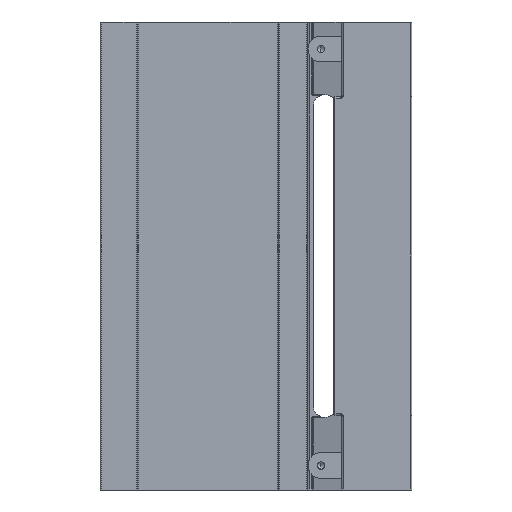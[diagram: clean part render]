
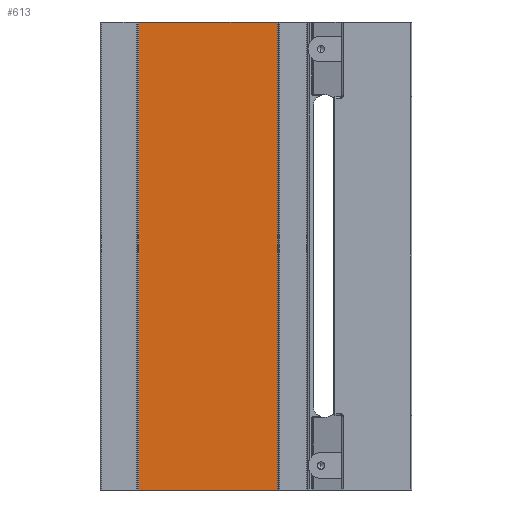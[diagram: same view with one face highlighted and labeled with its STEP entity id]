
A CAD part, front view. The second image highlights one B-rep face of the part: STEP entity #613.
In plain terms, the highlighted planar face has unit normal (0, -1, 0).
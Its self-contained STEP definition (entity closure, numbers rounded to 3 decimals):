
#91 = VECTOR ( 'NONE', #602, 1000. ) ;
#110 = VECTOR ( 'NONE', #1505, 1000. ) ;
#147 = AXIS2_PLACEMENT_3D ( 'NONE', #205, #1528, #843 ) ;
#205 = CARTESIAN_POINT ( 'NONE',  ( 0., 5.9, 100. ) ) ;
#373 = VECTOR ( 'NONE', #798, 1000. ) ;
#416 = DIRECTION ( 'NONE',  ( 1., 0., 0. ) ) ;
#465 = CARTESIAN_POINT ( 'NONE',  ( 29.85, 5.9, 0. ) ) ;
#500 = LINE ( 'NONE', #2827, #110 ) ;
#561 = ORIENTED_EDGE ( 'NONE', *, *, #3798, .F. ) ;
#602 = DIRECTION ( 'NONE',  ( 0., 0., -1. ) ) ;
#613 = ADVANCED_FACE ( 'NONE', ( #1063 ), #737, .F. ) ;
#737 = PLANE ( 'NONE',  #147 ) ;
#748 = ORIENTED_EDGE ( 'NONE', *, *, #1329, .T. ) ;
#798 = DIRECTION ( 'NONE',  ( 0., 0., 1. ) ) ;
#843 = DIRECTION ( 'NONE',  ( 0., 0., 1. ) ) ;
#1063 = FACE_OUTER_BOUND ( 'NONE', #3579, .T. ) ;
#1100 = LINE ( 'NONE', #1418, #2976 ) ;
#1257 = CARTESIAN_POINT ( 'NONE',  ( 0.25, 5.9, 0. ) ) ;
#1329 = EDGE_CURVE ( 'NONE', #2021, #3752, #1100, .T. ) ;
#1339 = ORIENTED_EDGE ( 'NONE', *, *, #1495, .T. ) ;
#1418 = CARTESIAN_POINT ( 'NONE',  ( 0., 5.9, 0. ) ) ;
#1495 = EDGE_CURVE ( 'NONE', #3826, #2021, #3851, .T. ) ;
#1505 = DIRECTION ( 'NONE',  ( 1., 0., 0. ) ) ;
#1528 = DIRECTION ( 'NONE',  ( 0., 1., 0. ) ) ;
#1842 = VERTEX_POINT ( 'NONE', #2685 ) ;
#2021 = VERTEX_POINT ( 'NONE', #1257 ) ;
#2042 = CARTESIAN_POINT ( 'NONE',  ( 29.85, 5.9, 100. ) ) ;
#2194 = EDGE_CURVE ( 'NONE', #3752, #1842, #3695, .T. ) ;
#2541 = CARTESIAN_POINT ( 'NONE',  ( 0.25, 5.9, 0. ) ) ;
#2685 = CARTESIAN_POINT ( 'NONE',  ( 29.85, 5.9, 100. ) ) ;
#2827 = CARTESIAN_POINT ( 'NONE',  ( 0., 5.9, 100. ) ) ;
#2976 = VECTOR ( 'NONE', #416, 1000. ) ;
#3204 = ORIENTED_EDGE ( 'NONE', *, *, #2194, .T. ) ;
#3579 = EDGE_LOOP ( 'NONE', ( #748, #3204, #561, #1339 ) ) ;
#3695 = LINE ( 'NONE', #2042, #373 ) ;
#3752 = VERTEX_POINT ( 'NONE', #465 ) ;
#3798 = EDGE_CURVE ( 'NONE', #3826, #1842, #500, .T. ) ;
#3826 = VERTEX_POINT ( 'NONE', #4102 ) ;
#3851 = LINE ( 'NONE', #2541, #91 ) ;
#4102 = CARTESIAN_POINT ( 'NONE',  ( 0.25, 5.9, 100. ) ) ;
